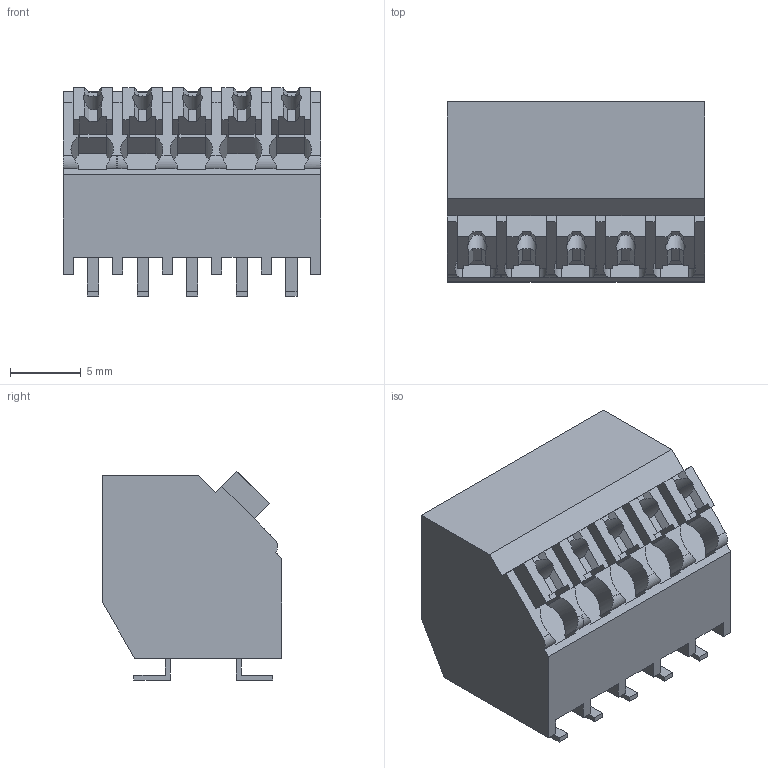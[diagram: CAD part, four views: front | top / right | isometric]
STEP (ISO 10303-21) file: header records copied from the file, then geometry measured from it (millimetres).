
FILE_DESCRIPTION(('CATIA V5R22 STEP214','CAx-IF Rec.Pracs.--- Model Styling and Organization---1.4--- 2014-01-23'),'2;1');
FILE_NAME ('D1452203_0_1473340000_1473340000.stp','2020-02-10T09:21:14+00:00',('none'),('Weidmueller'),'CATIA Version 5-6 Release 2016 SP3 HF44','CATIA V5 STEP AP214','none');
FILE_SCHEMA(('AUTOMOTIVE_DESIGN { 1 0 10303 214 1 1 1 1 }'));
Length unit declared in the file: millimetre
Products named in the file (1): 1473340000
Bounding box: 18.2 x 12.7 x 14.71 mm (x, y, z)
Volume: 2077.2 mm3; surface area: 2195 mm2
Topology: 16 solids, 16 shells, 344 faces, 954 edges, 642 vertices
Faces by surface type: plane 316, cylinder 28
Entity records: 10816 total; most frequent: CARTESIAN_POINT 2109, ORIENTED_EDGE 1908, DIRECTION 1420, EDGE_CURVE 954, VECTOR 850, LINE 850, VERTEX_POINT 642, EDGE_LOOP 354
